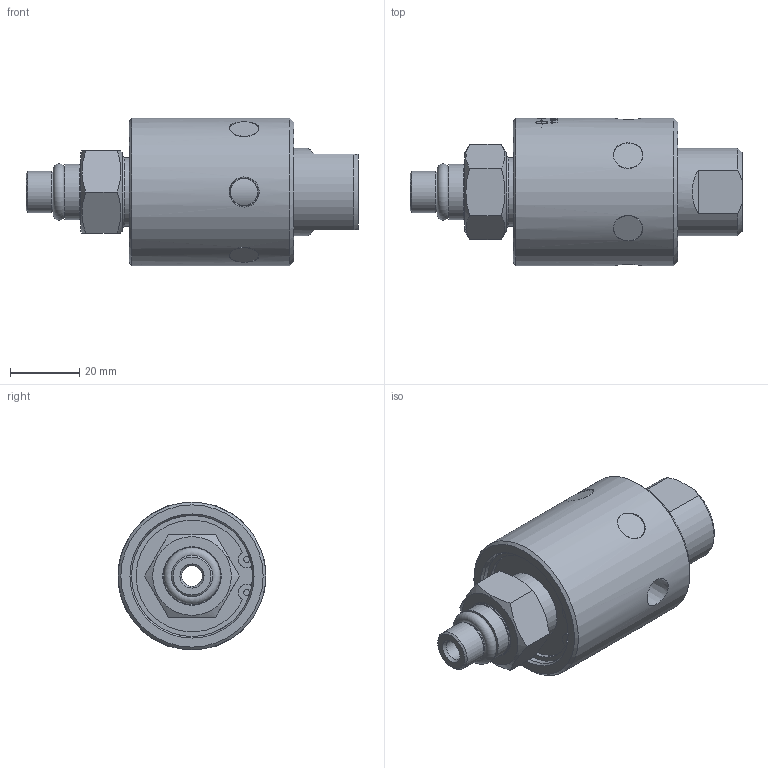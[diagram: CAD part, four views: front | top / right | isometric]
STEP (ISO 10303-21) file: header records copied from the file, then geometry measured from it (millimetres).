
FILE_DESCRIPTION(/* description */ (''),/* implementation_level */ '2;1');
FILE_NAME(/* name */ '1101-654-646-IC.stp',/* time_stamp */ '2020-05-13T15:23:14-05:00',/* author */ ('Moorera'),/* organization */ (''),/* preprocessor_version */ 'ST-DEVELOPER v18.1',/* originating_system */ 'Autodesk Inventor 2020',/* authorisation */ '');
FILE_SCHEMA (('AUTOMOTIVE_DESIGN { 1 0 10303 214 3 1 1 }'));
Length unit declared in the file: millimetre
Products named in the file (1): 1101-654-646-IC
Bounding box: 96.18 x 42.8 x 42.8 mm (x, y, z)
Volume: 76150.3 mm3; surface area: 18797.2 mm2
Topology: 2 solids, 2 shells, 414 faces, 1132 edges, 771 vertices
Faces by surface type: bspline 173, plane 136, cylinder 73, cone 23, torus 9
Full cylindrical faces by diameter (mm): 1.739 x2, 6 x1, 7.95 x2, 8.5 x12, 8.6 x8, 9.9 x2, 12 x1, 13.889 x1, 15 x1, 16.016 x1, 20 x1, 25.4 x1, 35.05 x1, 42.8 x1
Entity records: 18416 total; most frequent: CARTESIAN_POINT 8425, ORIENTED_EDGE 2264, DIRECTION 1699, EDGE_CURVE 1132, VERTEX_POINT 771, AXIS2_PLACEMENT_3D 647, EDGE_LOOP 471, FACE_OUTER_BOUND 414
